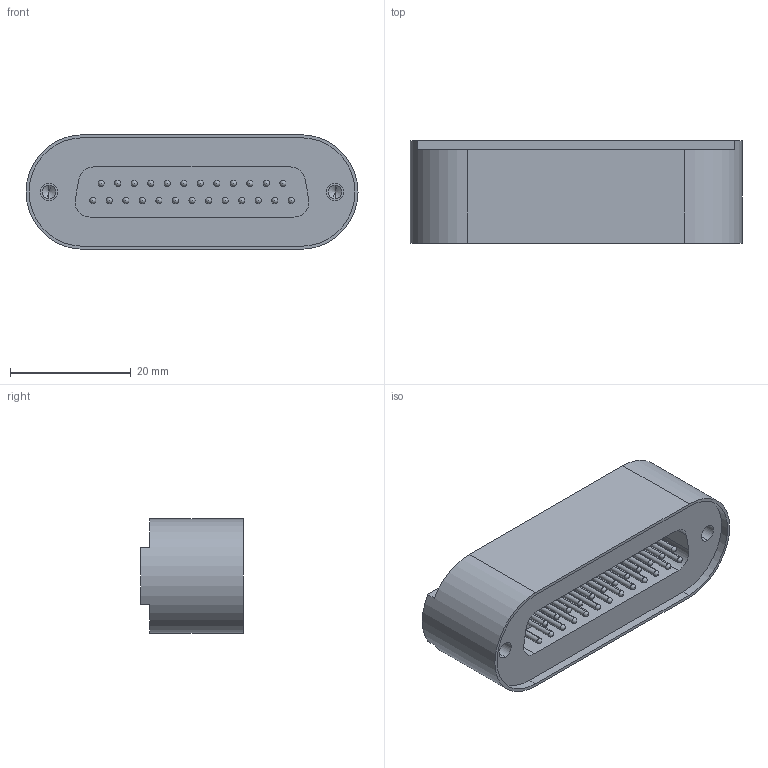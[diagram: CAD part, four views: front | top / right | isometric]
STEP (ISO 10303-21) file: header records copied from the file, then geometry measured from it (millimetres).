
FILE_DESCRIPTION (( 'STEP AP214' ), '1' );
FILE_NAME ('218-D25-SS.STEP', '2013-09-26T06:14:54', ( 'allectra' ), ( 'Microsoft' ), 'SwSTEP 2.0', 'SolidWorks 2013', '' );
FILE_SCHEMA (( 'AUTOMOTIVE_DESIGN' ));
Length unit declared in the file: millimetre
Products named in the file (3): 9210-PIN-FENI; 9218-D9-37-SS_25 pin 1mm; 218-D25-SS
Assembly tree (62 placements, depth 2):
  218-D25-SS
    9218-D9-37-SS_25 pin 1mm
    9210-PIN-FENI  x61
Bounding box: 55 x 17 x 19 mm (x, y, z)
Volume: 10973.5 mm3; surface area: 8997.3 mm2
Topology: 62 solids, 62 shells, 355 faces, 1030 edges, 680 vertices
Faces by surface type: cylinder 200, sphere 122, plane 25, cone 8
Entity records: 4272 total; most frequent: DIRECTION 820, CARTESIAN_POINT 672, ORIENTED_EDGE 592, AXIS2_PLACEMENT_3D 344, EDGE_CURVE 296, VERTEX_POINT 196, EDGE_LOOP 176, CIRCLE 164
